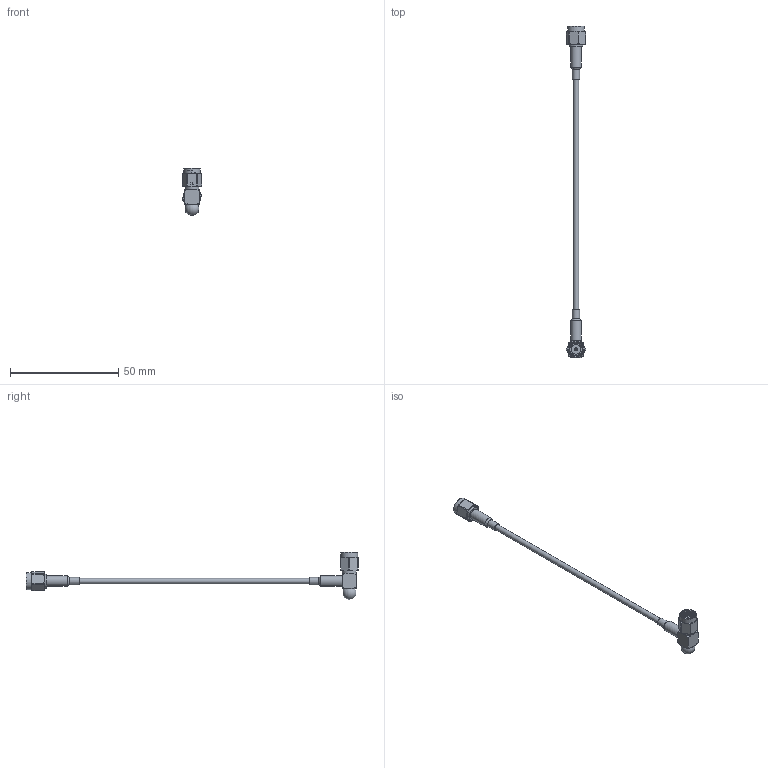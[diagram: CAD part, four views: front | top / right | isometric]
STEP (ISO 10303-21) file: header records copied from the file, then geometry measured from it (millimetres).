
FILE_DESCRIPTION(/* description */ ('Unknown'),/* implementation_level */ '2;1');
FILE_NAME(/* name */ '655035036xxx05',/* time_stamp */ '2024-08-13T16:35:26+02:00',/* author */ ('Unknown'),/* organization */ ('Unknown'),/* preprocessor_version */ 'ST-DEVELOPER v19.4',/* originating_system */ 'Solid Edge',/* authorisation */ 'Unknown');
FILE_SCHEMA (('AUTOMOTIVE_DESIGN {1 0 10303 214 3 1 1}'));
Length unit declared in the file: millimetre
Products named in the file (1): 655035036xxx05
Bounding box: 9.04 x 153.1 x 21.77 mm (x, y, z)
Volume: 1933.5 mm3; surface area: 3213.5 mm2
Topology: 2 solids, 2 shells, 149 faces, 358 edges, 235 vertices
Faces by surface type: plane 76, cylinder 43, cone 18, torus 8, bspline 4
Full cylindrical faces by diameter (mm): 0.51 x1, 0.92 x2, 1.27 x1, 1.52 x1, 1.6 x2, 2.5 x1, 3.4 x2, 3.6 x1, 4.56 x3, 4.75 x3, 4.8 x1, 4.9 x1, 6.4 x4, 6.5 x2, 6.55 x10, 7 x2, 7.8 x2
Entity records: 5814 total; most frequent: CARTESIAN_POINT 2000, DIRECTION 560, ORIENTED_EDGE 498, EDGE_CURVE 249, AXIS2_PLACEMENT_3D 248, FACE_BOUND 230, EDGE_LOOP 228, VERTEX_POINT 189
